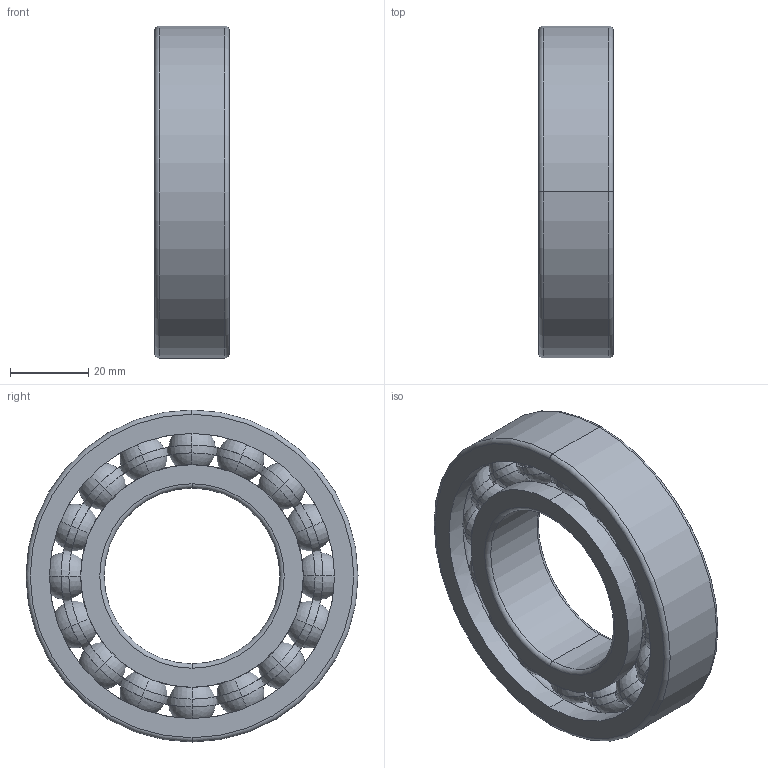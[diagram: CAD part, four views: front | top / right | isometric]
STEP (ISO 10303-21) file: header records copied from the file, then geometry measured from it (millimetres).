
FILE_DESCRIPTION (( 'STEP AP214' ), '1' );
FILE_NAME ('radial ball bearing_68_skf.STEP', '2021-07-19T03:41:21', ( '' ), ( '' ), 'SwSTEP 2.0', 'SolidWorks 2020', '' );
FILE_SCHEMA (( 'AUTOMOTIVE_DESIGN' ));
Length unit declared in the file: millimetre
Products named in the file (1): radial ball bearing_68_skf
Bounding box: 19 x 85 x 85 mm (x, y, z)
Volume: 56590.8 mm3; surface area: 27684.6 mm2
Topology: 1 solids, 1 shells, 204 faces, 708 edges, 472 vertices
Faces by surface type: sphere 128, torus 56, cylinder 16, plane 4
Entity records: 13721 total; most frequent: CARTESIAN_POINT 8028, ORIENTED_EDGE 1416, DIRECTION 974, EDGE_CURVE 708, AXIS2_PLACEMENT_3D 477, VERTEX_POINT 472, B_SPLINE_CURVE_WITH_KNOTS 416, CIRCLE 272
